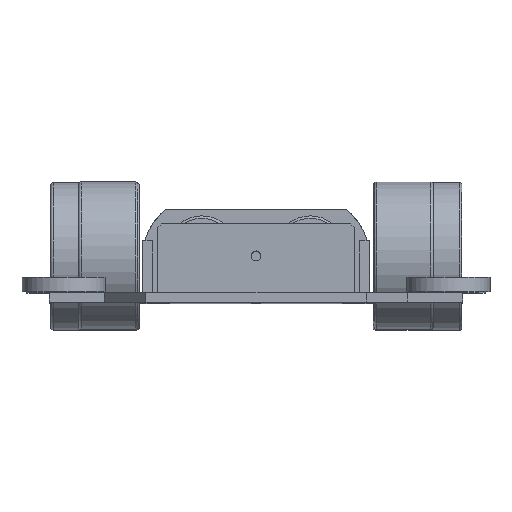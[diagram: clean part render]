
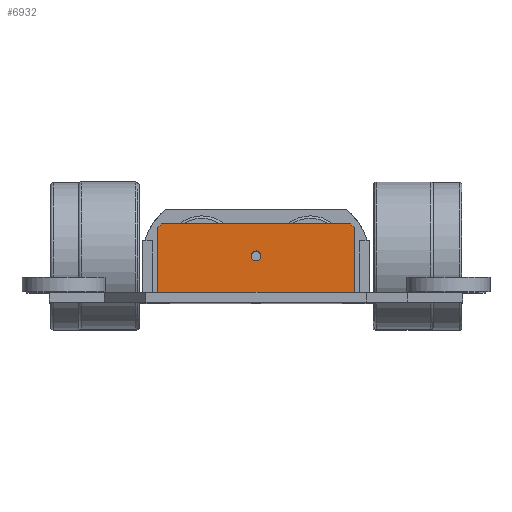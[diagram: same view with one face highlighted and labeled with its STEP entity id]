
A CAD part, top view. The second image highlights one B-rep face of the part: STEP entity #6932.
In plain terms, the highlighted face is planar.
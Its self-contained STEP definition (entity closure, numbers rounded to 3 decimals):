
#150=VECTOR('',#7826,1.);
#152=VECTOR('',#7829,1.);
#162=VECTOR('',#7842,1.);
#163=VECTOR('',#7843,1.);
#164=VECTOR('',#7844,1.);
#165=VECTOR('',#7845,1.);
#575=LINE('',#9220,#150);
#577=LINE('',#9224,#152);
#587=LINE('',#9247,#162);
#588=LINE('',#9249,#163);
#589=LINE('',#9251,#164);
#590=LINE('',#9253,#165);
#2833=PLANE('',#7244);
#3097=VERTEX_POINT('',#9219);
#3098=VERTEX_POINT('',#9221);
#3099=VERTEX_POINT('',#9225);
#3109=VERTEX_POINT('',#9246);
#3110=VERTEX_POINT('',#9248);
#3111=VERTEX_POINT('',#9250);
#3112=VERTEX_POINT('',#9252);
#3610=CIRCLE('',#7245,1.);
#3848=EDGE_CURVE('',#3097,#3098,#575,.T.);
#3850=EDGE_CURVE('',#3098,#3099,#577,.T.);
#3861=EDGE_CURVE('',#3109,#3109,#3610,.T.);
#3862=EDGE_CURVE('',#3110,#3097,#587,.T.);
#3863=EDGE_CURVE('',#3111,#3110,#588,.T.);
#3864=EDGE_CURVE('',#3112,#3111,#589,.T.);
#3865=EDGE_CURVE('',#3099,#3112,#590,.T.);
#4575=ORIENTED_EDGE('',*,*,#3861,.F.);
#4576=ORIENTED_EDGE('',*,*,#3848,.F.);
#4577=ORIENTED_EDGE('',*,*,#3862,.F.);
#4578=ORIENTED_EDGE('',*,*,#3863,.F.);
#4579=ORIENTED_EDGE('',*,*,#3864,.F.);
#4580=ORIENTED_EDGE('',*,*,#3865,.F.);
#4581=ORIENTED_EDGE('',*,*,#3850,.F.);
#5971=EDGE_LOOP('',(#4575));
#5972=EDGE_LOOP('',(#4576,#4577,#4578,#4579,#4580,#4581));
#6455=FACE_BOUND('',#5971,.T.);
#6456=FACE_BOUND('',#5972,.T.);
#6932=ADVANCED_FACE('',(#6455,#6456),#2833,.F.);
#7244=AXIS2_PLACEMENT_3D('',#9244,#7839,$);
#7245=AXIS2_PLACEMENT_3D('',#9245,#7840,#7841);
#7826=DIRECTION('',(-0.707,0.707,0.));
#7829=DIRECTION('',(-1.,0.,0.));
#7839=DIRECTION('',(0.,0.,1.));
#7840=DIRECTION('',(0.,0.,-1.));
#7841=DIRECTION('',(-1.,0.,0.));
#7842=DIRECTION('',(0.,1.,0.));
#7843=DIRECTION('',(1.,0.,0.));
#7844=DIRECTION('',(0.,-1.,0.));
#7845=DIRECTION('',(-0.707,-0.707,0.));
#9219=CARTESIAN_POINT('',(40.,14.7,-2.));
#9220=CARTESIAN_POINT('',(36.35,18.35,-2.));
#9221=CARTESIAN_POINT('',(39.2,15.5,-2.));
#9224=CARTESIAN_POINT('',(0.,15.5,-2.));
#9225=CARTESIAN_POINT('',(0.8,15.5,-2.));
#9244=CARTESIAN_POINT('',(20.,8.5,-2.));
#9245=CARTESIAN_POINT('',(20.,9.,-2.));
#9246=CARTESIAN_POINT('',(19.,9.,-2.));
#9247=CARTESIAN_POINT('',(40.,15.5,-2.));
#9248=CARTESIAN_POINT('',(40.,1.5,-2.));
#9249=CARTESIAN_POINT('',(40.,1.5,-2.));
#9250=CARTESIAN_POINT('',(0.,1.5,-2.));
#9251=CARTESIAN_POINT('',(0.,1.5,-2.));
#9252=CARTESIAN_POINT('',(0.,14.7,-2.));
#9253=CARTESIAN_POINT('',(3.65,18.35,-2.));
